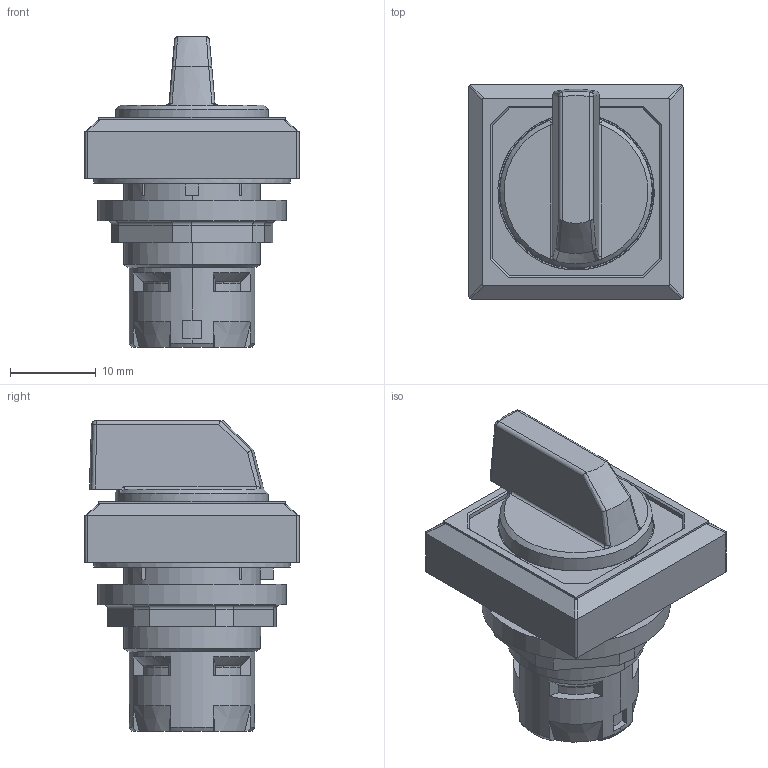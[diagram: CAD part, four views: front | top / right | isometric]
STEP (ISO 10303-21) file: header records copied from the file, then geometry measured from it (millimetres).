
FILE_DESCRIPTION(/* description */ (''),/* implementation_level */ '2;1');
FILE_NAME(/* name */ 'OKWB_ipt.stp',/* time_stamp */ '2017-04-13T14:21:19+02:00',/* author */ ('ahoffmann'),/* organization */ (''),/* preprocessor_version */ 'ST-DEVELOPER v16.1',/* originating_system */ 'Autodesk Inventor 2016',/* authorisation */ '');
FILE_SCHEMA (('AUTOMOTIVE_DESIGN { 1 0 10303 214 3 1 1 }'));
Length unit declared in the file: centimetre
Products named in the file (1): OKWB_vereinfacht
Bounding box: 25 x 25 x 36.3 mm (x, y, z)
Volume: 9191.5 mm3; surface area: 5514.1 mm2
Topology: 2 solids, 11 shells, 408 faces, 1078 edges, 705 vertices
Faces by surface type: plane 180, bspline 92, cylinder 84, cone 24, torus 22, sphere 6
Full cylindrical faces by diameter (mm): 12.435 x1, 14.15 x1, 14.796 x1, 16.15 x1, 16.5 x1, 18.25 x1, 19.5 x1, 22 x1, 23 x1
Entity records: 23678 total; most frequent: CARTESIAN_POINT 14072, ORIENTED_EDGE 2124, DIRECTION 1632, EDGE_CURVE 1058, VERTEX_POINT 698, AXIS2_PLACEMENT_3D 617, EDGE_LOOP 586, FACE_OUTER_BOUND 408
